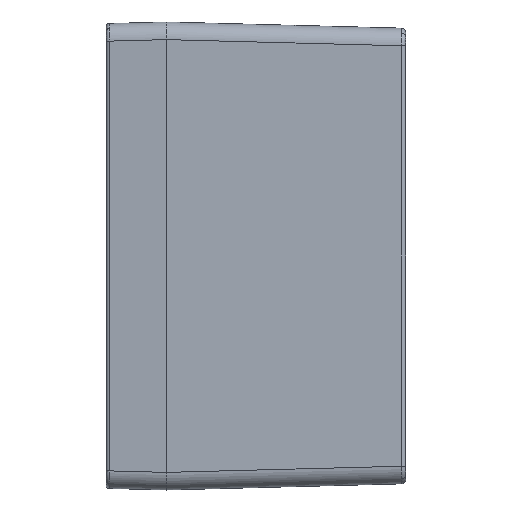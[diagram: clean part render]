
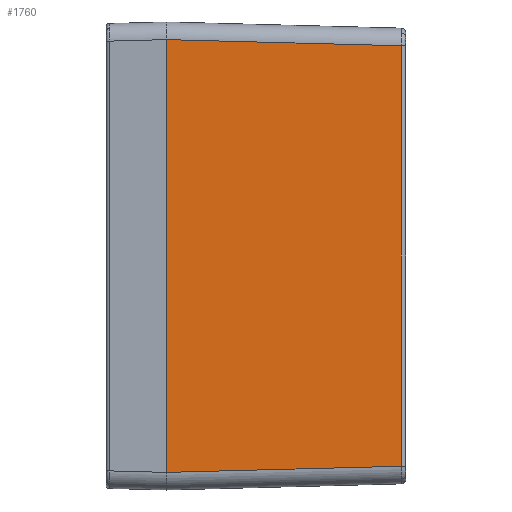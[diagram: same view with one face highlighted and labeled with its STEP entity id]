
A CAD part, left-side view. The second image highlights one B-rep face of the part: STEP entity #1760.
In plain terms, the highlighted planar face has unit normal (-1, -0.026, 0).
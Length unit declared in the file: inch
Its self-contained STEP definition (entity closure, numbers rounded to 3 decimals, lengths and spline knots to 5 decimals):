
#1760 = ADVANCED_FACE ( 'NONE', ( #84195 ), #48503, .T. ) ;
#4294 = CARTESIAN_POINT ( 'NONE',  ( -3.1378, 0., -3.1378 ) ) ;
#12377 = EDGE_LOOP ( 'NONE', ( #15346, #66013, #12614, #66528 ) ) ;
#12614 = ORIENTED_EDGE ( 'NONE', *, *, #21219, .F. ) ;
#12803 = CARTESIAN_POINT ( 'NONE',  ( -3.05528, -3.15115, 2.81914 ) ) ;
#13556 = CARTESIAN_POINT ( 'NONE',  ( -3.1378, 0., -3.1378 ) ) ;
#14136 = LINE ( 'NONE', #62679, #59520 ) ;
#15346 = ORIENTED_EDGE ( 'NONE', *, *, #76347, .T. ) ;
#19083 = CARTESIAN_POINT ( 'NONE',  ( -3.05528, -3.15115, 2.81914 ) ) ;
#21219 = EDGE_CURVE ( 'NONE', #54598, #87075, #14136, .T. ) ;
#25198 = LINE ( 'NONE', #19083, #39928 ) ;
#29958 = CARTESIAN_POINT ( 'NONE',  ( -3.05528, -3.15115, -3.1378 ) ) ;
#33051 = VECTOR ( 'NONE', #70269, 39.37008 ) ;
#33185 = VECTOR ( 'NONE', #45847, 39.37008 ) ;
#35527 = CARTESIAN_POINT ( 'NONE',  ( -3.05528, -3.15115, -2.81914 ) ) ;
#38814 = VERTEX_POINT ( 'NONE', #80068 ) ;
#39369 = EDGE_CURVE ( 'NONE', #67909, #54598, #83456, .T. ) ;
#39928 = VECTOR ( 'NONE', #41263, 39.37008 ) ;
#41263 = DIRECTION ( 'NONE',  ( -0.026, 0.999, 0.026 ) ) ;
#41856 = DIRECTION ( 'NONE',  ( -1., -0.026, 0. ) ) ;
#42342 = DIRECTION ( 'NONE',  ( 0.026, -1., 0. ) ) ;
#45847 = DIRECTION ( 'NONE',  ( 0., 0., -1. ) ) ;
#48503 = PLANE ( 'NONE',  #82986 ) ;
#54598 = VERTEX_POINT ( 'NONE', #35527 ) ;
#59520 = VECTOR ( 'NONE', #86160, 39.37008 ) ;
#60876 = EDGE_CURVE ( 'NONE', #38814, #87075, #74058, .T. ) ;
#62229 = CARTESIAN_POINT ( 'NONE',  ( -3.1378, 0., -2.90166 ) ) ;
#62679 = CARTESIAN_POINT ( 'NONE',  ( -3.13796, 0.00618, -2.90182 ) ) ;
#66013 = ORIENTED_EDGE ( 'NONE', *, *, #60876, .T. ) ;
#66528 = ORIENTED_EDGE ( 'NONE', *, *, #39369, .F. ) ;
#67909 = VERTEX_POINT ( 'NONE', #12803 ) ;
#70269 = DIRECTION ( 'NONE',  ( 0., 0., -1. ) ) ;
#74058 = LINE ( 'NONE', #4294, #33185 ) ;
#76347 = EDGE_CURVE ( 'NONE', #67909, #38814, #25198, .T. ) ;
#80068 = CARTESIAN_POINT ( 'NONE',  ( -3.1378, 0., 2.90166 ) ) ;
#82986 = AXIS2_PLACEMENT_3D ( 'NONE', #13556, #41856, #42342 ) ;
#83456 = LINE ( 'NONE', #29958, #33051 ) ;
#84195 = FACE_OUTER_BOUND ( 'NONE', #12377, .T. ) ;
#86160 = DIRECTION ( 'NONE',  ( -0.026, 0.999, -0.026 ) ) ;
#87075 = VERTEX_POINT ( 'NONE', #62229 ) ;
